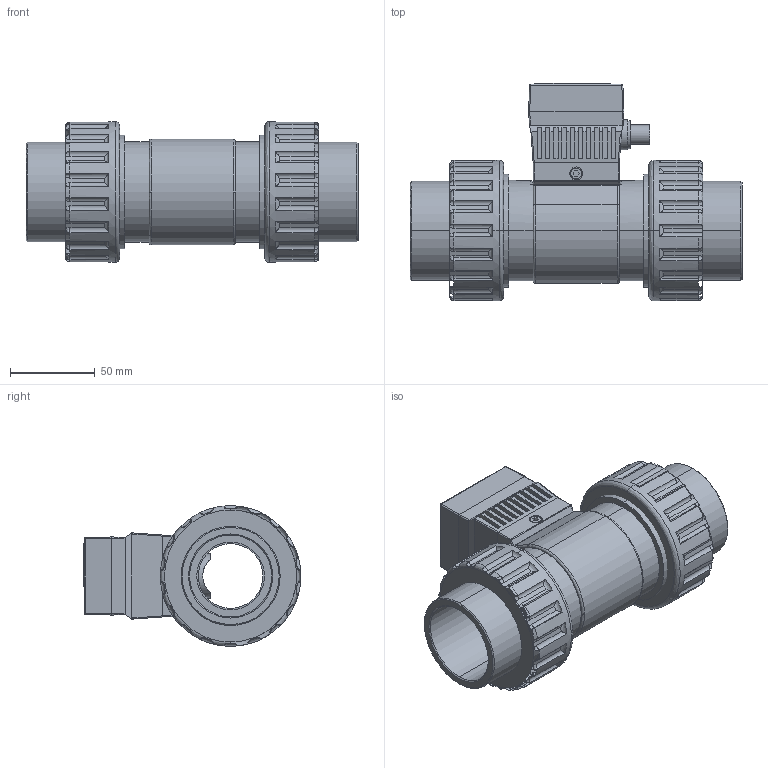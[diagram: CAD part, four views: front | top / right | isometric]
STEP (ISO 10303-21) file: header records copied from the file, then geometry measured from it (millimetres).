
FILE_DESCRIPTION (( 'STEP AP214' ), '1' );
FILE_NAME ('TKM-40-P.STEP', '2025-01-14T17:22:21', ( '' ), ( '' ), 'SwSTEP 2.0', 'SolidWorks 2021', '' );
FILE_SCHEMA (( 'AUTOMOTIVE_DESIGN' ));
Length unit declared in the file: inch
Products named in the file (1): TKM-40-P
Bounding box: 195.58 x 128.28 x 82.8 mm (x, y, z)
Volume: 597317.7 mm3; surface area: 144095.8 mm2
Topology: 9 solids, 9 shells, 624 faces, 1701 edges, 1082 vertices
Faces by surface type: plane 233, cylinder 207, bspline 172, cone 12
Entity records: 36865 total; most frequent: CARTESIAN_POINT 22626, ORIENTED_EDGE 3326, DIRECTION 2336, EDGE_CURVE 1663, VERTEX_POINT 1082, AXIS2_PLACEMENT_3D 803, VECTOR 730, LINE 730
